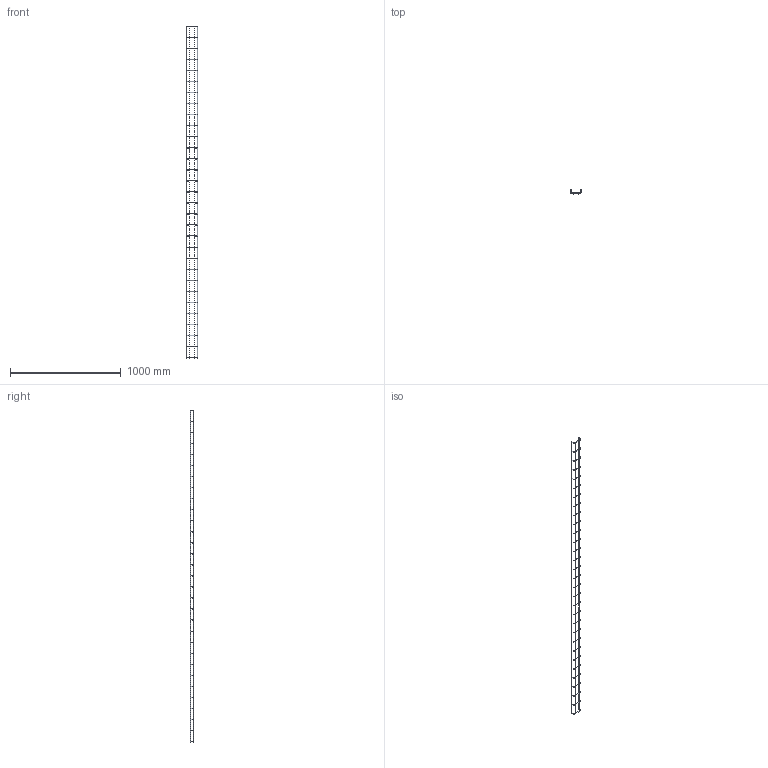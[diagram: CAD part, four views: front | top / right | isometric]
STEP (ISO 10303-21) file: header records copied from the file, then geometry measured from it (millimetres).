
FILE_DESCRIPTION (( 'STEP AP203' ), '1' );
FILE_NAME ('CLWG10-035-100-3 Ëîòîê ïðîâîëî÷íûé 35õ100 ÃÖ.STEP', '2016-02-17T14:02:32', ( '' ), ( '' ), 'SwSTEP 2.0', 'SolidWorks 2014', '' );
FILE_SCHEMA (( 'CONFIG_CONTROL_DESIGN' ));
Length unit declared in the file: millimetre
Products named in the file (1): CLWG10-035-100-3 Ëîòîê ïðîâîëî÷íûé 35õ100 ÃÖ
Bounding box: 99.84 x 34.98 x 3004 mm (x, y, z)
Volume: 205345.9 mm3; surface area: 205923.8 mm2
Topology: 1 solids, 1 shells, 229 faces, 632 edges, 411 vertices
Faces by surface type: cylinder 97, plane 70, torus 62
Full cylindrical faces by diameter (mm): 4 x97
Entity records: 8143 total; most frequent: CARTESIAN_POINT 3470, DIRECTION 848, ORIENTED_EDGE 636, EDGE_LOOP 636, AXIS2_PLACEMENT_3D 424, FACE_OUTER_BOUND 388, EDGE_CURVE 318, VERTEX_POINT 318
